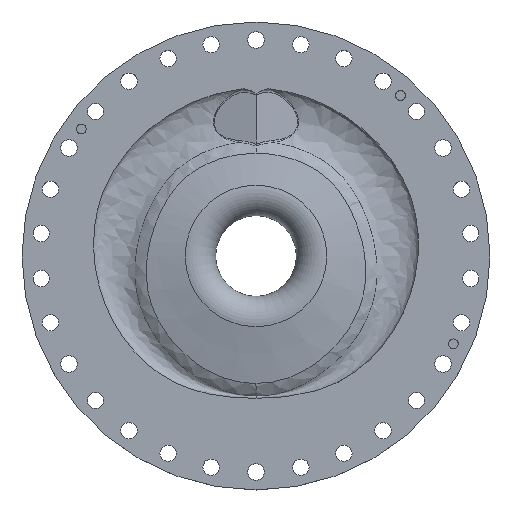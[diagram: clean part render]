
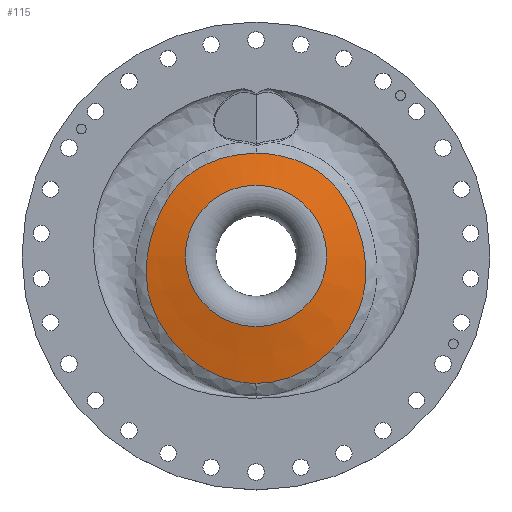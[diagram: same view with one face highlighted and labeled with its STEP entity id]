
A CAD part, top view. The second image highlights one B-rep face of the part: STEP entity #115.
In plain terms, the highlighted conical face has half-angle 77.393 degrees and reference radius 23.03 mm.
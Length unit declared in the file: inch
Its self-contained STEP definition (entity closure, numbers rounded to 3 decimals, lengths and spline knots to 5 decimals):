
#85=CONICAL_SURFACE('',#1078,0.9067,77.393);
#115=ADVANCED_FACE('',(#268,#269),#85,.T.);
#190=B_SPLINE_CURVE_WITH_KNOTS('',3,(#2104,#2105,#2106,#2107,#2108,#2109,
#2110,#2111,#2112,#2113,#2114,#2115,#2116,#2117,#2118,#2119,#2120,#2121,
#2122,#2123,#2124,#2125,#2126,#2127,#2128,#2129),.UNSPECIFIED.,.F.,.F.,
(4,2,2,2,2,2,2,2,2,2,2,2,4),(0.,0.125,0.1875,0.25,0.3125,0.375,0.5,0.5625,
0.625,0.6875,0.75,0.875,1.),.UNSPECIFIED.);
#192=B_SPLINE_CURVE_WITH_KNOTS('',3,(#2230,#2231,#2232,#2233,#2234,#2235,
#2236,#2237,#2238,#2239,#2240,#2241,#2242,#2243,#2244,#2245,#2246,#2247,
#2248,#2249,#2250,#2251,#2252,#2253,#2254,#2255),.UNSPECIFIED.,.F.,.F.,
(4,2,2,2,2,2,2,2,2,2,2,2,4),(0.,0.0625,0.125,0.25,0.375,0.4375,0.5,0.625,
0.6875,0.75,0.8125,0.875,1.),.UNSPECIFIED.);
#268=FACE_BOUND('',#429,.T.);
#269=FACE_BOUND('',#430,.T.);
#429=EDGE_LOOP('',(#616,#617));
#430=EDGE_LOOP('',(#618));
#616=ORIENTED_EDGE('',*,*,#902,.T.);
#617=ORIENTED_EDGE('',*,*,#904,.T.);
#618=ORIENTED_EDGE('',*,*,#905,.T.);
#805=VERTEX_POINT('',#2093);
#807=VERTEX_POINT('',#2103);
#808=VERTEX_POINT('',#2347);
#902=EDGE_CURVE('',#805,#807,#190,.T.);
#904=EDGE_CURVE('',#807,#805,#192,.T.);
#905=EDGE_CURVE('',#808,#808,#992,.T.);
#992=CIRCLE('',#1077,0.9067);
#1077=AXIS2_PLACEMENT_3D('',#2346,#1282,#1283);
#1078=AXIS2_PLACEMENT_3D('',#2348,#1284,#1285);
#1282=DIRECTION('',(0.,0.,-1.));
#1283=DIRECTION('',(-1.,0.,0.));
#1284=DIRECTION('',(0.,0.,-1.));
#1285=DIRECTION('',(-1.,0.,0.));
#2093=CARTESIAN_POINT('',(0.,1.31696,10.49907));
#2103=CARTESIAN_POINT('',(0.,-1.63279,10.42844));
#2104=CARTESIAN_POINT('',(0.,1.31696,10.49907));
#2105=CARTESIAN_POINT('',(-0.19072,1.31696,10.49907));
#2106=CARTESIAN_POINT('',(-0.37728,1.28232,10.49769));
#2107=CARTESIAN_POINT('',(-0.64219,1.17766,10.49436));
#2108=CARTESIAN_POINT('',(-0.72596,1.13441,10.49314));
#2109=CARTESIAN_POINT('',(-0.88264,1.02786,10.49135));
#2110=CARTESIAN_POINT('',(-0.95452,0.96414,10.49091));
#2111=CARTESIAN_POINT('',(-1.07705,0.82167,10.49136));
#2112=CARTESIAN_POINT('',(-1.13003,0.74197,10.49201));
#2113=CARTESIAN_POINT('',(-1.22106,0.57628,10.49237));
#2114=CARTESIAN_POINT('',(-1.2595,0.49062,10.49203));
#2115=CARTESIAN_POINT('',(-1.35802,0.22693,10.48854));
#2116=CARTESIAN_POINT('',(-1.40039,0.03908,10.48307));
#2117=CARTESIAN_POINT('',(-1.41076,-0.24268,10.47414));
#2118=CARTESIAN_POINT('',(-1.40524,-0.33837,10.47102));
#2119=CARTESIAN_POINT('',(-1.37352,-0.52441,10.46546));
#2120=CARTESIAN_POINT('',(-1.34739,-0.61422,10.46309));
#2121=CARTESIAN_POINT('',(-1.27555,-0.78772,10.45897));
#2122=CARTESIAN_POINT('',(-1.22962,-0.8721,10.45711));
#2123=CARTESIAN_POINT('',(-1.12505,-1.02858,10.45333));
#2124=CARTESIAN_POINT('',(-1.06614,-1.10162,10.45139));
#2125=CARTESIAN_POINT('',(-0.87119,-1.30646,10.44493));
#2126=CARTESIAN_POINT('',(-0.71996,-1.4229,10.43944));
#2127=CARTESIAN_POINT('',(-0.38074,-1.58839,10.43072));
#2128=CARTESIAN_POINT('',(-0.19091,-1.63279,10.42844));
#2129=CARTESIAN_POINT('',(0.,-1.63279,10.42844));
#2230=CARTESIAN_POINT('',(0.,-1.63279,10.42844));
#2231=CARTESIAN_POINT('',(0.09517,-1.63279,10.42844));
#2232=CARTESIAN_POINT('',(0.18858,-1.62231,10.42894));
#2233=CARTESIAN_POINT('',(0.37189,-1.58049,10.43109));
#2234=CARTESIAN_POINT('',(0.46237,-1.54828,10.43283));
#2235=CARTESIAN_POINT('',(0.71645,-1.42518,10.43933));
#2236=CARTESIAN_POINT('',(0.86933,-1.30818,10.44487));
#2237=CARTESIAN_POINT('',(1.13102,-1.03368,10.45354));
#2238=CARTESIAN_POINT('',(1.23755,-0.87858,10.45682));
#2239=CARTESIAN_POINT('',(1.34704,-0.61551,10.46306));
#2240=CARTESIAN_POINT('',(1.37327,-0.52533,10.46544));
#2241=CARTESIAN_POINT('',(1.40506,-0.33995,10.47097));
#2242=CARTESIAN_POINT('',(1.41074,-0.24419,10.47409));
#2243=CARTESIAN_POINT('',(1.40057,0.03835,10.48305));
#2244=CARTESIAN_POINT('',(1.35824,0.22598,10.48852));
#2245=CARTESIAN_POINT('',(1.26011,0.48917,10.49202));
#2246=CARTESIAN_POINT('',(1.22182,0.57466,10.49237));
#2247=CARTESIAN_POINT('',(1.13124,0.74001,10.49202));
#2248=CARTESIAN_POINT('',(1.07826,0.82,10.49137));
#2249=CARTESIAN_POINT('',(0.95591,0.96277,10.49091));
#2250=CARTESIAN_POINT('',(0.88431,1.02651,10.49133));
#2251=CARTESIAN_POINT('',(0.72779,1.13338,10.49311));
#2252=CARTESIAN_POINT('',(0.64407,1.17677,10.49433));
#2253=CARTESIAN_POINT('',(0.37925,1.28184,10.49767));
#2254=CARTESIAN_POINT('',(0.19059,1.31696,10.49907));
#2255=CARTESIAN_POINT('',(0.,1.31696,10.49907));
#2346=CARTESIAN_POINT('',(0.,0.,10.59083));
#2347=CARTESIAN_POINT('',(-0.9067,0.,10.59083));
#2348=CARTESIAN_POINT('',(0.,0.,10.59083));
